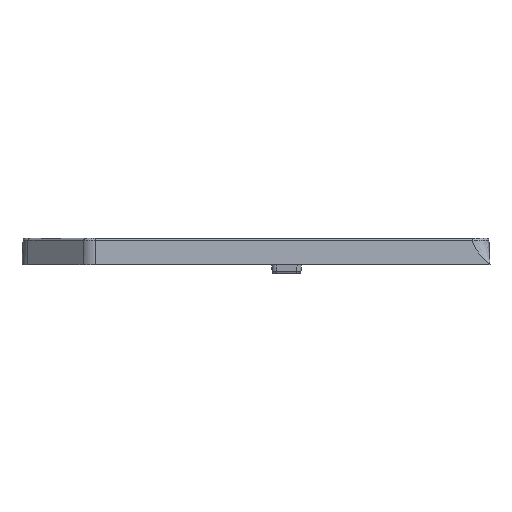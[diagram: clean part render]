
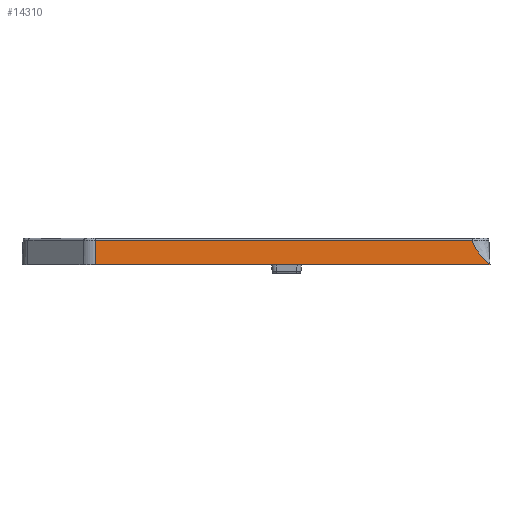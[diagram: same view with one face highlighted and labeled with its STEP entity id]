
A CAD part, left-side view. The second image highlights one B-rep face of the part: STEP entity #14310.
In plain terms, the highlighted planar face has unit normal (-0.999, 0, 0.044).
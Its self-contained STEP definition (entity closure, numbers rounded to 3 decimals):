
#496 = VERTEX_POINT ( 'NONE', #2791 ) ;
#827 = DIRECTION ( 'NONE',  ( 0.044, 0., 0.999 ) ) ;
#1085 = EDGE_CURVE ( 'NONE', #8760, #496, #17262, .T. ) ;
#1179 = CARTESIAN_POINT ( 'NONE',  ( -13.96, 5.656, 0.92 ) ) ;
#1192 = ORIENTED_EDGE ( 'NONE', *, *, #14725, .T. ) ;
#2236 = CARTESIAN_POINT ( 'NONE',  ( -14., 14., 0. ) ) ;
#2791 = CARTESIAN_POINT ( 'NONE',  ( -13.879, -37.02, 2.761 ) ) ;
#3860 = CARTESIAN_POINT ( 'NONE',  ( -14., -12.5, 0. ) ) ;
#3922 = DIRECTION ( 'NONE',  ( 0., -1., 0. ) ) ;
#4782 = LINE ( 'NONE', #3860, #14889 ) ;
#4789 = DIRECTION ( 'NONE',  ( -0.999, 0., 0.044 ) ) ;
#5312 = CARTESIAN_POINT ( 'NONE',  ( -13.879, 5.676, 2.761 ) ) ;
#5322 = LINE ( 'NONE', #9795, #14144 ) ;
#5347 = ORIENTED_EDGE ( 'NONE', *, *, #10807, .T. ) ;
#6010 = VERTEX_POINT ( 'NONE', #15658 ) ;
#6983 = ORIENTED_EDGE ( 'NONE', *, *, #1085, .T. ) ;
#8582 = VERTEX_POINT ( 'NONE', #11898 ) ;
#8760 = VERTEX_POINT ( 'NONE', #11381 ) ;
#9795 = CARTESIAN_POINT ( 'NONE',  ( -13.879, 14., 2.761 ) ) ;
#10003 = EDGE_CURVE ( 'NONE', #6010, #8760, #4782, .T. ) ;
#10196 = CARTESIAN_POINT ( 'NONE',  ( -13.921, -37.152, 1.818 ) ) ;
#10641 = CARTESIAN_POINT ( 'NONE',  ( -14., 5.672, 0. ) ) ;
#10807 = EDGE_CURVE ( 'NONE', #8582, #6010, #11768, .T. ) ;
#11205 = FACE_OUTER_BOUND ( 'NONE', #13590, .T. ) ;
#11381 = CARTESIAN_POINT ( 'NONE',  ( -14., -39., 0. ) ) ;
#11768 = B_SPLINE_CURVE_WITH_KNOTS ( 'NONE', 3,
 ( #5312, #11880, #1179, #10641 ),
 .UNSPECIFIED., .F., .F.,
 ( 4, 4 ),
 ( 0., 0.003 ),
 .UNSPECIFIED. ) ;
#11880 = CARTESIAN_POINT ( 'NONE',  ( -13.92, 5.685, 1.841 ) ) ;
#11898 = CARTESIAN_POINT ( 'NONE',  ( -13.879, 5.676, 2.761 ) ) ;
#11950 = CARTESIAN_POINT ( 'NONE',  ( -13.879, -37.02, 2.761 ) ) ;
#12637 = CARTESIAN_POINT ( 'NONE',  ( -14., -39., 0. ) ) ;
#13203 = ORIENTED_EDGE ( 'NONE', *, *, #10003, .T. ) ;
#13590 = EDGE_LOOP ( 'NONE', ( #6983, #1192, #5347, #13203 ) ) ;
#14144 = VECTOR ( 'NONE', #16593, 1000. ) ;
#14190 = PLANE ( 'NONE',  #15859 ) ;
#14310 = ADVANCED_FACE ( 'NONE', ( #11205 ), #14190, .T. ) ;
#14725 = EDGE_CURVE ( 'NONE', #496, #8582, #5322, .T. ) ;
#14889 = VECTOR ( 'NONE', #3922, 1000. ) ;
#15658 = CARTESIAN_POINT ( 'NONE',  ( -14., 5.672, 0. ) ) ;
#15859 = AXIS2_PLACEMENT_3D ( 'NONE', #2236, #4789, #827 ) ;
#16593 = DIRECTION ( 'NONE',  ( 0., 1., 0. ) ) ;
#17262 = B_SPLINE_CURVE_WITH_KNOTS ( 'NONE', 3,
 ( #12637, #17327, #10196, #11950 ),
 .UNSPECIFIED., .F., .F.,
 ( 4, 4 ),
 ( -0.002, 0.001 ),
 .UNSPECIFIED. ) ;
#17327 = CARTESIAN_POINT ( 'NONE',  ( -13.96, -38.076, 0.909 ) ) ;
